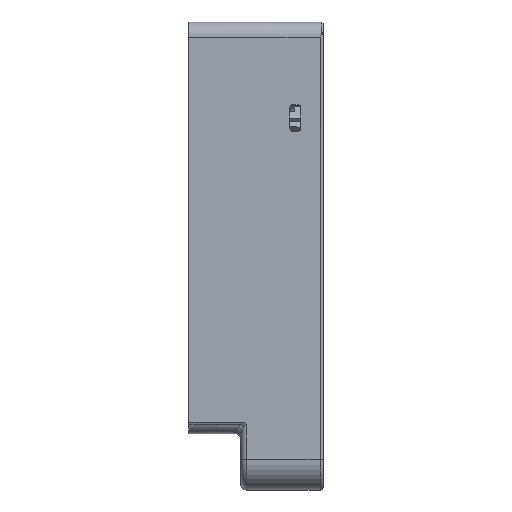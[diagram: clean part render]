
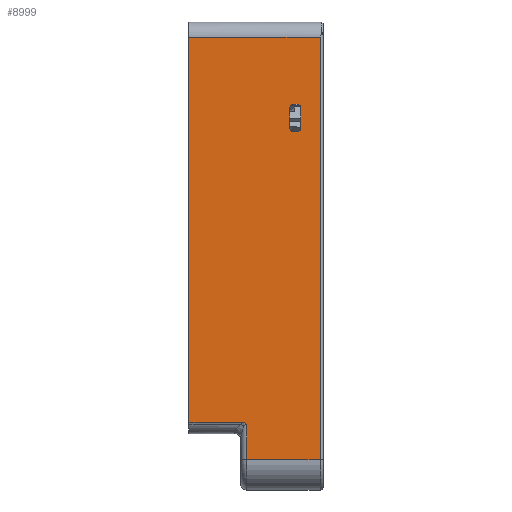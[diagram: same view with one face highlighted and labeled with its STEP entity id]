
A CAD part, left-side view. The second image highlights one B-rep face of the part: STEP entity #8999.
In plain terms, the highlighted planar face has unit normal (-1, 0, 0).
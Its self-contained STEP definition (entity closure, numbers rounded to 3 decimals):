
#59=FACE_BOUND('',#1106,.T.);
#156=B_SPLINE_CURVE_WITH_KNOTS('',3,(#13363,#13364,#13365,#13366,#13367,
#13368,#13369,#13370),.UNSPECIFIED.,.F.,.F.,(4,2,2,4),(-0.001,
0.,0.162,0.329),.UNSPECIFIED.);
#224=PLANE('',#9619);
#570=FACE_OUTER_BOUND('',#1105,.T.);
#1105=EDGE_LOOP('',(#6484,#6485,#6486,#6487,#6488,#6489,#6490));
#1106=EDGE_LOOP('',(#6491,#6492,#6493,#6494,#6495,#6496,#6497,#6498));
#1735=LINE('',#13382,#2672);
#1849=LINE('',#13822,#2786);
#1850=LINE('',#13825,#2787);
#1851=LINE('',#13827,#2788);
#1852=LINE('',#13829,#2789);
#1853=LINE('',#13830,#2790);
#1854=LINE('',#13833,#2791);
#1855=LINE('',#13837,#2792);
#1856=LINE('',#13841,#2793);
#1857=LINE('',#13845,#2794);
#2672=VECTOR('',#10524,10.);
#2786=VECTOR('',#10810,10.);
#2787=VECTOR('',#10813,10.);
#2788=VECTOR('',#10814,10.);
#2789=VECTOR('',#10815,10.);
#2790=VECTOR('',#10816,10.);
#2791=VECTOR('',#10817,10.);
#2792=VECTOR('',#10820,10.);
#2793=VECTOR('',#10823,10.);
#2794=VECTOR('',#10826,10.);
#3606=CIRCLE('',#9620,1.1);
#3607=CIRCLE('',#9621,1.1);
#3608=CIRCLE('',#9622,1.1);
#3609=CIRCLE('',#9623,1.1);
#3842=VERTEX_POINT('',#13028);
#3906=VERTEX_POINT('',#13361);
#3907=VERTEX_POINT('',#13362);
#4033=VERTEX_POINT('',#13818);
#4034=VERTEX_POINT('',#13824);
#4035=VERTEX_POINT('',#13826);
#4036=VERTEX_POINT('',#13828);
#4037=VERTEX_POINT('',#13831);
#4038=VERTEX_POINT('',#13832);
#4039=VERTEX_POINT('',#13834);
#4040=VERTEX_POINT('',#13836);
#4041=VERTEX_POINT('',#13838);
#4042=VERTEX_POINT('',#13840);
#4043=VERTEX_POINT('',#13842);
#4044=VERTEX_POINT('',#13844);
#4798=EDGE_CURVE('',#3906,#3907,#156,.T.);
#4801=EDGE_CURVE('',#3842,#3906,#1735,.T.);
#4969=EDGE_CURVE('',#4033,#3842,#1849,.T.);
#4970=EDGE_CURVE('',#4034,#4033,#1850,.T.);
#4971=EDGE_CURVE('',#4035,#4034,#1851,.T.);
#4972=EDGE_CURVE('',#4036,#4035,#1852,.T.);
#4973=EDGE_CURVE('',#3907,#4036,#1853,.T.);
#4974=EDGE_CURVE('',#4037,#4038,#1854,.T.);
#4975=EDGE_CURVE('',#4039,#4038,#3606,.T.);
#4976=EDGE_CURVE('',#4039,#4040,#1855,.T.);
#4977=EDGE_CURVE('',#4041,#4040,#3607,.T.);
#4978=EDGE_CURVE('',#4041,#4042,#1856,.T.);
#4979=EDGE_CURVE('',#4043,#4042,#3608,.T.);
#4980=EDGE_CURVE('',#4043,#4044,#1857,.T.);
#4981=EDGE_CURVE('',#4037,#4044,#3609,.T.);
#6484=ORIENTED_EDGE('',*,*,#4801,.F.);
#6485=ORIENTED_EDGE('',*,*,#4969,.F.);
#6486=ORIENTED_EDGE('',*,*,#4970,.F.);
#6487=ORIENTED_EDGE('',*,*,#4971,.F.);
#6488=ORIENTED_EDGE('',*,*,#4972,.F.);
#6489=ORIENTED_EDGE('',*,*,#4973,.F.);
#6490=ORIENTED_EDGE('',*,*,#4798,.F.);
#6491=ORIENTED_EDGE('',*,*,#4974,.T.);
#6492=ORIENTED_EDGE('',*,*,#4975,.F.);
#6493=ORIENTED_EDGE('',*,*,#4976,.T.);
#6494=ORIENTED_EDGE('',*,*,#4977,.F.);
#6495=ORIENTED_EDGE('',*,*,#4978,.T.);
#6496=ORIENTED_EDGE('',*,*,#4979,.F.);
#6497=ORIENTED_EDGE('',*,*,#4980,.T.);
#6498=ORIENTED_EDGE('',*,*,#4981,.F.);
#8999=ADVANCED_FACE('',(#570,#59),#224,.T.);
#9619=AXIS2_PLACEMENT_3D('',#13823,#10811,#10812);
#9620=AXIS2_PLACEMENT_3D('',#13835,#10818,#10819);
#9621=AXIS2_PLACEMENT_3D('',#13839,#10821,#10822);
#9622=AXIS2_PLACEMENT_3D('',#13843,#10824,#10825);
#9623=AXIS2_PLACEMENT_3D('',#13846,#10827,#10828);
#10524=DIRECTION('',(0.,0.,1.));
#10810=DIRECTION('',(0.,1.,0.));
#10811=DIRECTION('center_axis',(-1.,0.,0.));
#10812=DIRECTION('ref_axis',(0.,0.,1.));
#10813=DIRECTION('',(0.,0.,-1.));
#10814=DIRECTION('',(0.,-1.,0.));
#10815=DIRECTION('',(0.,0.,1.));
#10816=DIRECTION('',(0.,1.,0.));
#10817=DIRECTION('',(0.,1.,0.));
#10818=DIRECTION('center_axis',(-1.,0.,0.));
#10819=DIRECTION('ref_axis',(0.,0.707,-0.707));
#10820=DIRECTION('',(0.,0.,1.));
#10821=DIRECTION('center_axis',(-1.,0.,0.));
#10822=DIRECTION('ref_axis',(0.,0.707,0.707));
#10823=DIRECTION('',(0.,-1.,0.));
#10824=DIRECTION('center_axis',(-1.,0.,0.));
#10825=DIRECTION('ref_axis',(0.,-0.707,0.707));
#10826=DIRECTION('',(0.,0.,-1.));
#10827=DIRECTION('center_axis',(-1.,0.,0.));
#10828=DIRECTION('ref_axis',(0.,-0.707,-0.707));
#13028=CARTESIAN_POINT('',(0.,23.,-16.));
#13361=CARTESIAN_POINT('',(0.,23.,-4.591));
#13362=CARTESIAN_POINT('',(0.,24.721,-3.722));
#13363=CARTESIAN_POINT('Ctrl Pts',(0.,23.,-4.591));
#13364=CARTESIAN_POINT('Ctrl Pts',(0.,23.002,
-4.589));
#13365=CARTESIAN_POINT('Ctrl Pts',(0.,23.004,-4.587));
#13366=CARTESIAN_POINT('Ctrl Pts',(0.,23.388,-4.204));
#13367=CARTESIAN_POINT('Ctrl Pts',(0.,23.697,
-3.996));
#13368=CARTESIAN_POINT('Ctrl Pts',(0.,24.283,
-3.748));
#13369=CARTESIAN_POINT('Ctrl Pts',(0.,24.538,
-3.722));
#13370=CARTESIAN_POINT('Ctrl Pts',(0.,24.721,
-3.722));
#13382=CARTESIAN_POINT('',(0.,23.,-7.43));
#13818=CARTESIAN_POINT('',(0.,-1.,-16.));
#13822=CARTESIAN_POINT('',(0.,10.,-16.));
#13823=CARTESIAN_POINT('Origin',(0.,0.,0.));
#13824=CARTESIAN_POINT('',(0.,-1.,122.5));
#13825=CARTESIAN_POINT('',(0.,-1.,30.));
#13826=CARTESIAN_POINT('',(0.,42.,122.5));
#13827=CARTESIAN_POINT('',(0.,0.,122.5));
#13828=CARTESIAN_POINT('',(0.,42.,-3.722));
#13829=CARTESIAN_POINT('',(0.,42.,0.));
#13830=CARTESIAN_POINT('',(0.,0.,-3.722));
#13831=CARTESIAN_POINT('',(0.,6.5,91.5));
#13832=CARTESIAN_POINT('',(0.,7.8,91.5));
#13833=CARTESIAN_POINT('',(0.,4.45,91.5));
#13834=CARTESIAN_POINT('',(0.,8.9,92.6));
#13835=CARTESIAN_POINT('Origin',(0.,7.8,92.6));
#13836=CARTESIAN_POINT('',(0.,8.9,99.4));
#13837=CARTESIAN_POINT('',(0.,8.9,93.25));
#13838=CARTESIAN_POINT('',(0.,7.8,100.5));
#13839=CARTESIAN_POINT('Origin',(0.,7.8,99.4));
#13840=CARTESIAN_POINT('',(0.,6.5,100.5));
#13841=CARTESIAN_POINT('',(0.,2.7,100.5));
#13842=CARTESIAN_POINT('',(0.,5.4,99.4));
#13843=CARTESIAN_POINT('Origin',(0.,6.5,99.4));
#13844=CARTESIAN_POINT('',(0.,5.4,92.6));
#13845=CARTESIAN_POINT('',(0.,5.4,88.75));
#13846=CARTESIAN_POINT('Origin',(0.,6.5,92.6));
